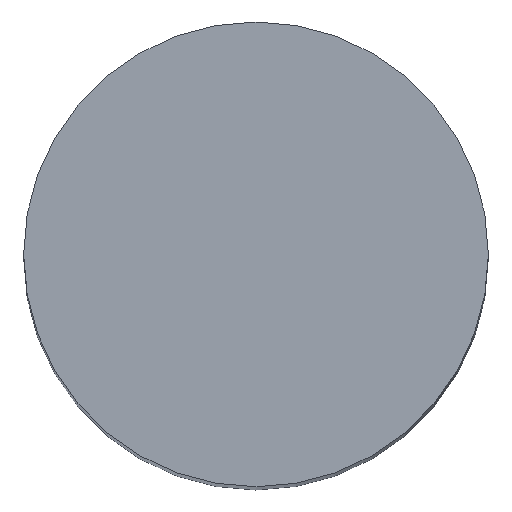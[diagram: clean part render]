
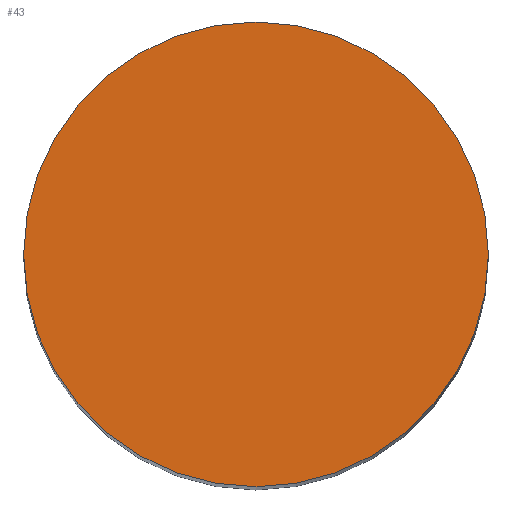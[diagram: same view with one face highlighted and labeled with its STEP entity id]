
A CAD part, top view. The second image highlights one B-rep face of the part: STEP entity #43.
In plain terms, the highlighted planar face has unit normal (0, 0, 1).
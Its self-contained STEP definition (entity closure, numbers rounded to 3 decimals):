
#5 = ORIENTED_EDGE ( 'NONE', *, *, #91, .T. ) ;
#9 = AXIS2_PLACEMENT_3D ( 'NONE', #106, #162, #196 ) ;
#43 = ADVANCED_FACE ( 'NONE', ( #137 ), #105, .T. ) ;
#60 = AXIS2_PLACEMENT_3D ( 'NONE', #210, #160, #209 ) ;
#66 = DIRECTION ( 'NONE',  ( 1., 0., 0. ) ) ;
#91 = EDGE_CURVE ( 'NONE', #116, #180, #203, .T. ) ;
#92 = DIRECTION ( 'NONE',  ( 0., 0., 1. ) ) ;
#102 = CARTESIAN_POINT ( 'NONE',  ( 25., 0., 200. ) ) ;
#105 = PLANE ( 'NONE',  #60 ) ;
#106 = CARTESIAN_POINT ( 'NONE',  ( 0., 0., 200. ) ) ;
#114 = EDGE_CURVE ( 'NONE', #180, #116, #118, .T. ) ;
#116 = VERTEX_POINT ( 'NONE', #102 ) ;
#118 = CIRCLE ( 'NONE', #9, 25. ) ;
#137 = FACE_OUTER_BOUND ( 'NONE', #218, .T. ) ;
#143 = CARTESIAN_POINT ( 'NONE',  ( 0., 0., 200. ) ) ;
#150 = ORIENTED_EDGE ( 'NONE', *, *, #114, .T. ) ;
#152 = AXIS2_PLACEMENT_3D ( 'NONE', #143, #92, #66 ) ;
#160 = DIRECTION ( 'NONE',  ( 0., 0., 1. ) ) ;
#162 = DIRECTION ( 'NONE',  ( 0., 0., 1. ) ) ;
#179 = CARTESIAN_POINT ( 'NONE',  ( -25., 0., 200. ) ) ;
#180 = VERTEX_POINT ( 'NONE', #179 ) ;
#196 = DIRECTION ( 'NONE',  ( 1., 0., 0. ) ) ;
#203 = CIRCLE ( 'NONE', #152, 25. ) ;
#209 = DIRECTION ( 'NONE',  ( 1., 0., 0. ) ) ;
#210 = CARTESIAN_POINT ( 'NONE',  ( 0., 0., 200. ) ) ;
#218 = EDGE_LOOP ( 'NONE', ( #150, #5 ) ) ;
